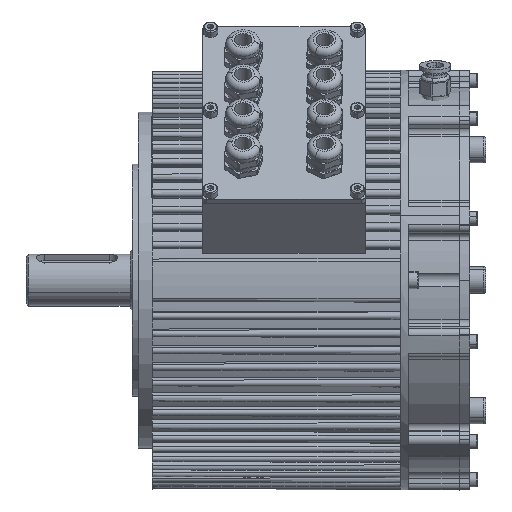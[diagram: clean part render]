
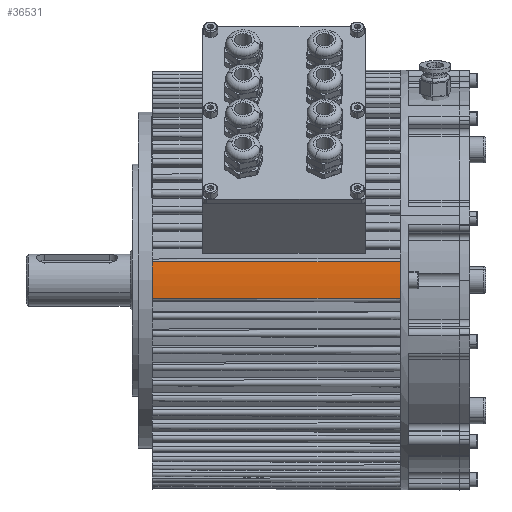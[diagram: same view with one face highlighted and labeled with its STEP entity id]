
A CAD part, left-side view. The second image highlights one B-rep face of the part: STEP entity #36531.
In plain terms, the highlighted conical face has half-angle 0.2 degrees and reference radius 103 mm.
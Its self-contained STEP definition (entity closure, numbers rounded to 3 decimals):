
#2221 = EDGE_CURVE ( 'NONE', #15146, #37569, #44409, .T. ) ;
#4100 = CARTESIAN_POINT ( 'NONE',  ( -102.608, 0., -8.977 ) ) ;
#4719 = CONICAL_SURFACE ( 'NONE', #42730, 103., 0.003 ) ;
#6546 = DIRECTION ( 'NONE',  ( 0., 0., 1. ) ) ;
#7164 = ORIENTED_EDGE ( 'NONE', *, *, #2221, .F. ) ;
#8930 = EDGE_CURVE ( 'NONE', #37569, #20500, #65939, .T. ) ;
#10919 = CARTESIAN_POINT ( 'NONE',  ( -102.608, 0., -8.977 ) ) ;
#13675 = EDGE_CURVE ( 'NONE', #38039, #20500, #65609, .T. ) ;
#15146 = VERTEX_POINT ( 'NONE', #59213 ) ;
#15276 = CARTESIAN_POINT ( 'NONE',  ( 0., 0., 0. ) ) ;
#16706 = DIRECTION ( 'NONE',  ( 0., 0., 1. ) ) ;
#17971 = EDGE_CURVE ( 'NONE', #15146, #38039, #50731, .T. ) ;
#18026 = ORIENTED_EDGE ( 'NONE', *, *, #8930, .F. ) ;
#19332 = CARTESIAN_POINT ( 'NONE',  ( -102.608, 0., 8.977 ) ) ;
#19485 = ORIENTED_EDGE ( 'NONE', *, *, #13675, .T. ) ;
#20500 = VERTEX_POINT ( 'NONE', #56274 ) ;
#24864 = DIRECTION ( 'NONE',  ( -0.003, -1., 0. ) ) ;
#26890 = CARTESIAN_POINT ( 'NONE',  ( 0., 121.6, 0. ) ) ;
#32388 = CARTESIAN_POINT ( 'NONE',  ( 0., 0., 0. ) ) ;
#33753 = VECTOR ( 'NONE', #24864, 1000. ) ;
#35556 = ORIENTED_EDGE ( 'NONE', *, *, #17971, .T. ) ;
#35813 = CARTESIAN_POINT ( 'NONE',  ( -102.185, 121.6, 8.94 ) ) ;
#35980 = DIRECTION ( 'NONE',  ( 0., -1., 0. ) ) ;
#36257 = AXIS2_PLACEMENT_3D ( 'NONE', #32388, #53172, #6546 ) ;
#36531 = ADVANCED_FACE ( 'NONE', ( #61875 ), #4719, .T. ) ;
#37569 = VERTEX_POINT ( 'NONE', #35813 ) ;
#38039 = VERTEX_POINT ( 'NONE', #10919 ) ;
#40038 = DIRECTION ( 'NONE',  ( -0.003, -1., 0. ) ) ;
#42730 = AXIS2_PLACEMENT_3D ( 'NONE', #15276, #35980, #56780 ) ;
#44409 = CIRCLE ( 'NONE', #56543, 102.576 ) ;
#45616 = VECTOR ( 'NONE', #40038, 1000. ) ;
#50731 = LINE ( 'NONE', #4100, #33753 ) ;
#53172 = DIRECTION ( 'NONE',  ( 0., 1., 0. ) ) ;
#56274 = CARTESIAN_POINT ( 'NONE',  ( -102.608, 0., 8.977 ) ) ;
#56543 = AXIS2_PLACEMENT_3D ( 'NONE', #26890, #63305, #16706 ) ;
#56780 = DIRECTION ( 'NONE',  ( 0., 0., 1. ) ) ;
#59213 = CARTESIAN_POINT ( 'NONE',  ( -102.185, 121.6, -8.94 ) ) ;
#61875 = FACE_OUTER_BOUND ( 'NONE', #63333, .T. ) ;
#63305 = DIRECTION ( 'NONE',  ( 0., 1., 0. ) ) ;
#63333 = EDGE_LOOP ( 'NONE', ( #7164, #35556, #19485, #18026 ) ) ;
#65609 = CIRCLE ( 'NONE', #36257, 103. ) ;
#65939 = LINE ( 'NONE', #19332, #45616 ) ;
